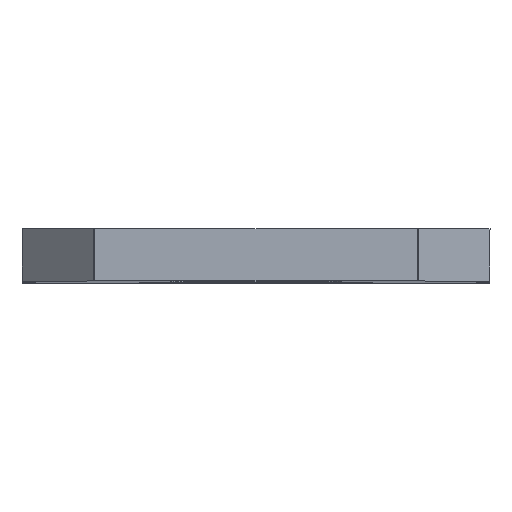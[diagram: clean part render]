
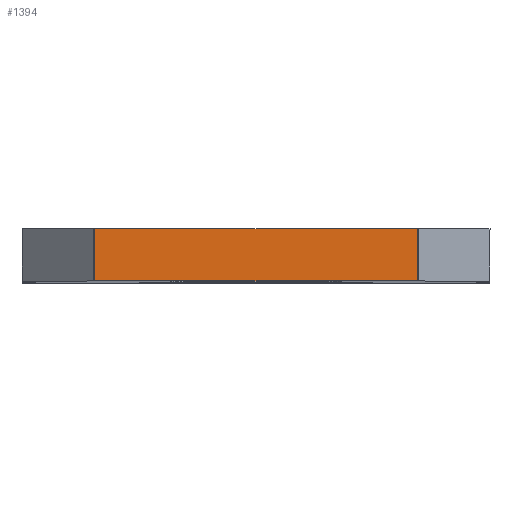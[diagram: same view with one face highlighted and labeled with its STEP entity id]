
A CAD part, top view. The second image highlights one B-rep face of the part: STEP entity #1394.
In plain terms, the highlighted planar face has unit normal (0, 0, 1).
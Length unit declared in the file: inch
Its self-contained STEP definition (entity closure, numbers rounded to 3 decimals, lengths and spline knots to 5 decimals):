
#1 = EDGE_CURVE ( 'NONE', #1157, #672, #541, .T. ) ;
#8 = CARTESIAN_POINT ( 'NONE',  ( 0.07773, 0., -1. ) ) ;
#14 = AXIS2_PLACEMENT_3D ( 'NONE', #82, #1035, #205 ) ;
#82 = CARTESIAN_POINT ( 'NONE',  ( 0., 0., -1. ) ) ;
#94 = CARTESIAN_POINT ( 'NONE',  ( 0.42227, 0., -1. ) ) ;
#205 = DIRECTION ( 'NONE',  ( 1., 0., 0. ) ) ;
#235 = ORIENTED_EDGE ( 'NONE', *, *, #1588, .T. ) ;
#242 = EDGE_CURVE ( 'NONE', #672, #720, #966, .T. ) ;
#357 = EDGE_CURVE ( 'NONE', #629, #1157, #1423, .T. ) ;
#358 = VECTOR ( 'NONE', #1375, 39.37008 ) ;
#385 = DIRECTION ( 'NONE',  ( 1., 0., 0. ) ) ;
#541 = LINE ( 'NONE', #1093, #358 ) ;
#569 = CARTESIAN_POINT ( 'NONE',  ( 0.42227, 0., -1. ) ) ;
#583 = VECTOR ( 'NONE', #1307, 39.37008 ) ;
#584 = FACE_OUTER_BOUND ( 'NONE', #1273, .T. ) ;
#614 = ORIENTED_EDGE ( 'NONE', *, *, #357, .T. ) ;
#621 = PLANE ( 'NONE',  #14 ) ;
#629 = VERTEX_POINT ( 'NONE', #569 ) ;
#672 = VERTEX_POINT ( 'NONE', #823 ) ;
#720 = VERTEX_POINT ( 'NONE', #8 ) ;
#823 = CARTESIAN_POINT ( 'NONE',  ( 0.07773, 0.056, -1. ) ) ;
#966 = LINE ( 'NONE', #1060, #583 ) ;
#967 = VECTOR ( 'NONE', #385, 39.37008 ) ;
#1035 = DIRECTION ( 'NONE',  ( 0., 0., 1. ) ) ;
#1060 = CARTESIAN_POINT ( 'NONE',  ( 0.07773, 0., -1. ) ) ;
#1093 = CARTESIAN_POINT ( 'NONE',  ( 0., 0.056, -1. ) ) ;
#1101 = ORIENTED_EDGE ( 'NONE', *, *, #1, .T. ) ;
#1157 = VERTEX_POINT ( 'NONE', #1627 ) ;
#1173 = DIRECTION ( 'NONE',  ( 0., 1., 0. ) ) ;
#1273 = EDGE_LOOP ( 'NONE', ( #614, #1101, #1566, #235 ) ) ;
#1307 = DIRECTION ( 'NONE',  ( 0., -1., 0. ) ) ;
#1320 = CARTESIAN_POINT ( 'NONE',  ( 0., 0., -1. ) ) ;
#1375 = DIRECTION ( 'NONE',  ( -1., 0., 0. ) ) ;
#1394 = ADVANCED_FACE ( 'NONE', ( #584 ), #621, .T. ) ;
#1423 = LINE ( 'NONE', #94, #1715 ) ;
#1566 = ORIENTED_EDGE ( 'NONE', *, *, #242, .T. ) ;
#1588 = EDGE_CURVE ( 'NONE', #720, #629, #1706, .T. ) ;
#1627 = CARTESIAN_POINT ( 'NONE',  ( 0.42227, 0.056, -1. ) ) ;
#1706 = LINE ( 'NONE', #1320, #967 ) ;
#1715 = VECTOR ( 'NONE', #1173, 39.37008 ) ;
